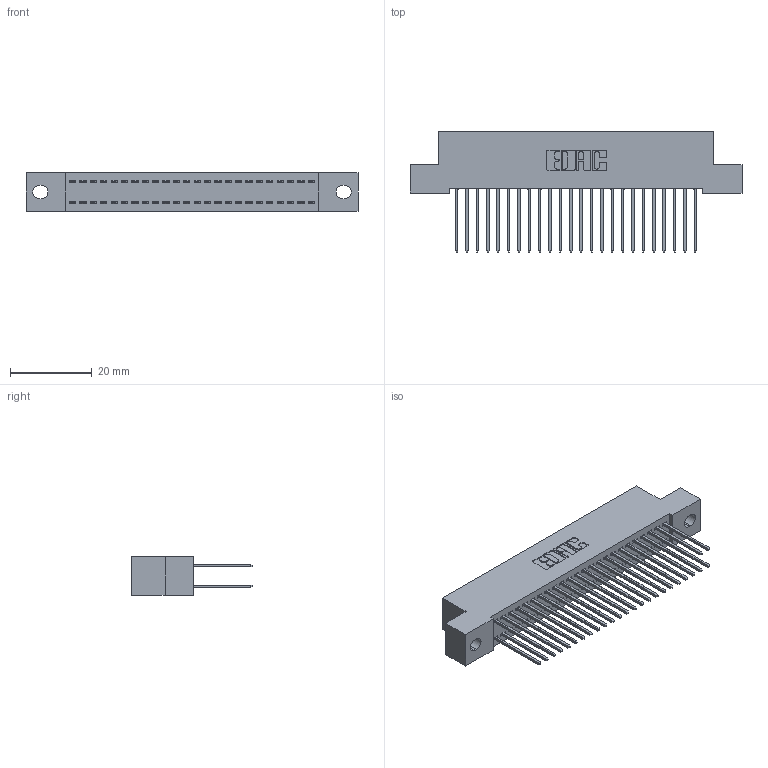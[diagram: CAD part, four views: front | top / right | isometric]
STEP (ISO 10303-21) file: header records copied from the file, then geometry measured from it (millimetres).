
FILE_DESCRIPTION (( 'STEP AP203' ), '1' );
FILE_NAME ('392-048-540-202.STEP', '2019-10-08T01:03:20', ( '' ), ( '' ), 'SwSTEP 2.0', 'SolidWorks 2016', '' );
FILE_SCHEMA (( 'CONFIG_CONTROL_DESIGN' ));
Length unit declared in the file: inch
Products named in the file (3): 345-292-001_345-293-140; 392-048-540-202; 342 Part_.128 Slot
Assembly tree (49 placements, depth 2):
  392-048-540-202
    342 Part_.128 Slot
    345-292-001_345-293-140  x48
Bounding box: 81.28 x 29.47 x 9.4 mm (x, y, z)
Volume: 7347.6 mm3; surface area: 12085 mm2
Topology: 49 solids, 49 shells, 2610 faces, 7751 edges, 5102 vertices
Faces by surface type: plane 1798, cylinder 812
Entity records: 17789 total; most frequent: CARTESIAN_POINT 2970, ORIENTED_EDGE 2906, DIRECTION 2569, EDGE_CURVE 1453, VECTOR 1325, LINE 1325, VERTEX_POINT 966, AXIS2_PLACEMENT_3D 622
